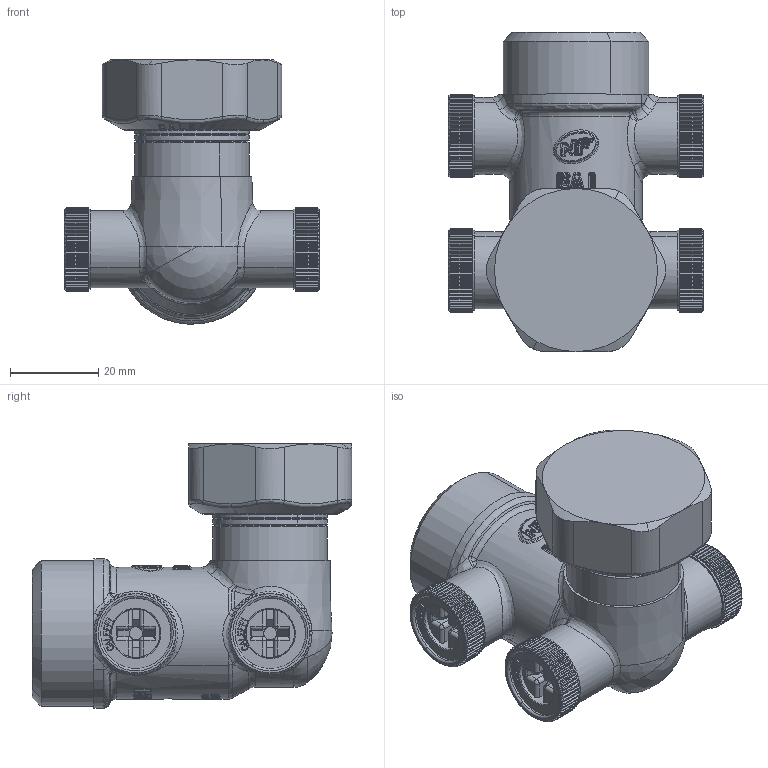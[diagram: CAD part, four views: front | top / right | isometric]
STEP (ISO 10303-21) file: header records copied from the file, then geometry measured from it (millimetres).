
FILE_DESCRIPTION(('CATIA V5 STEP Exchange'),'2;1');
FILE_NAME('304654 (STP).stp','2015-11-30T10:43:22+00:00',('none'),('none'),'Version 5-6 Release 2012','CATIA V5 STEP AP203','none');
FILE_SCHEMA(('CONFIG_CONTROL_DESIGN'));
Products named in the file (1): 304654
Bounding box: 58 x 72.5 x 59.98 mm (x, y, z)
Volume: 86089.9 mm3; surface area: 17510.8 mm2
Topology: 1 solids, 7 shells, 3078 faces, 8236 edges, 5123 vertices
Faces by surface type: plane 1557, bspline 800, cylinder 498, sphere 105, cone 54, torus 48, revolution 16
Entity records: 125576 total; most frequent: CARTESIAN_POINT 61623, ORIENTED_EDGE 16248, EDGE_CURVE 8124, DIRECTION 8025, VERTEX_POINT 5123, B_SPLINE_CURVE_WITH_KNOTS 3325, AXIS2_PLACEMENT_3D 3213, VECTOR 3200
